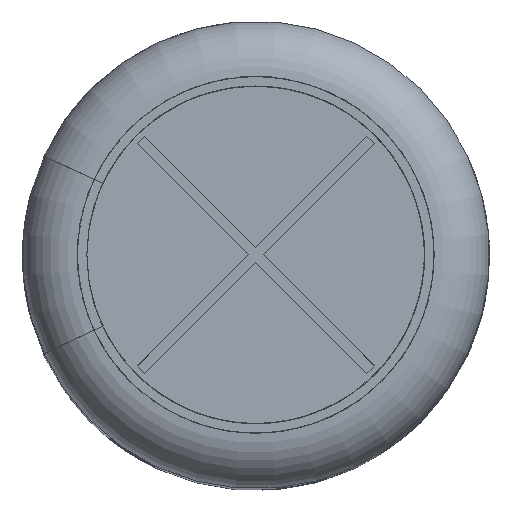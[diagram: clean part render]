
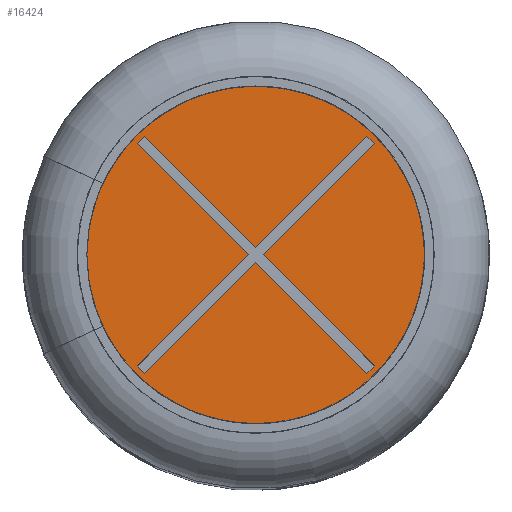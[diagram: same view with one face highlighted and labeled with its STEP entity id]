
A CAD part, top view. The second image highlights one B-rep face of the part: STEP entity #16424.
In plain terms, the highlighted planar face has unit normal (0, 0, 1).
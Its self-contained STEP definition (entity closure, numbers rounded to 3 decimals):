
#865=LINE('',#20516,#1788);
#866=LINE('',#20519,#1789);
#867=LINE('',#20521,#1790);
#868=LINE('',#20523,#1791);
#869=LINE('',#20525,#1792);
#870=LINE('',#20527,#1793);
#871=LINE('',#20529,#1794);
#872=LINE('',#20531,#1795);
#873=LINE('',#20533,#1796);
#874=LINE('',#20535,#1797);
#875=LINE('',#20537,#1798);
#876=LINE('',#20539,#1799);
#1788=VECTOR('',#17961,1000.);
#1789=VECTOR('',#17962,1000.);
#1790=VECTOR('',#17963,1000.);
#1791=VECTOR('',#17964,1000.);
#1792=VECTOR('',#17965,1000.);
#1793=VECTOR('',#17966,1000.);
#1794=VECTOR('',#17967,1000.);
#1795=VECTOR('',#17968,1000.);
#1796=VECTOR('',#17969,1000.);
#1797=VECTOR('',#17970,1000.);
#1798=VECTOR('',#17971,1000.);
#1799=VECTOR('',#17972,1000.);
#2711=ORIENTED_EDGE('',*,*,#6169,.F.);
#2712=ORIENTED_EDGE('',*,*,#6170,.T.);
#2713=ORIENTED_EDGE('',*,*,#6171,.T.);
#2714=ORIENTED_EDGE('',*,*,#6172,.T.);
#2715=ORIENTED_EDGE('',*,*,#6173,.T.);
#2716=ORIENTED_EDGE('',*,*,#6174,.T.);
#2717=ORIENTED_EDGE('',*,*,#6175,.T.);
#2718=ORIENTED_EDGE('',*,*,#6176,.T.);
#2719=ORIENTED_EDGE('',*,*,#6177,.T.);
#2720=ORIENTED_EDGE('',*,*,#6178,.T.);
#2721=ORIENTED_EDGE('',*,*,#6179,.T.);
#2722=ORIENTED_EDGE('',*,*,#6180,.T.);
#2723=ORIENTED_EDGE('',*,*,#6181,.T.);
#6169=EDGE_CURVE('',#7898,#7898,#9073,.T.);
#6170=EDGE_CURVE('',#7899,#7900,#865,.T.);
#6171=EDGE_CURVE('',#7900,#7901,#866,.T.);
#6172=EDGE_CURVE('',#7901,#7902,#867,.T.);
#6173=EDGE_CURVE('',#7902,#7903,#868,.T.);
#6174=EDGE_CURVE('',#7903,#7904,#869,.T.);
#6175=EDGE_CURVE('',#7904,#7905,#870,.T.);
#6176=EDGE_CURVE('',#7905,#7906,#871,.T.);
#6177=EDGE_CURVE('',#7906,#7907,#872,.T.);
#6178=EDGE_CURVE('',#7907,#7908,#873,.T.);
#6179=EDGE_CURVE('',#7908,#7909,#874,.T.);
#6180=EDGE_CURVE('',#7909,#7910,#875,.T.);
#6181=EDGE_CURVE('',#7910,#7899,#876,.T.);
#7898=VERTEX_POINT('',#20515);
#7899=VERTEX_POINT('',#20517);
#7900=VERTEX_POINT('',#20518);
#7901=VERTEX_POINT('',#20520);
#7902=VERTEX_POINT('',#20522);
#7903=VERTEX_POINT('',#20524);
#7904=VERTEX_POINT('',#20526);
#7905=VERTEX_POINT('',#20528);
#7906=VERTEX_POINT('',#20530);
#7907=VERTEX_POINT('',#20532);
#7908=VERTEX_POINT('',#20534);
#7909=VERTEX_POINT('',#20536);
#7910=VERTEX_POINT('',#20538);
#9073=CIRCLE('',#17140,3.054);
#9410=EDGE_LOOP('',(#2711));
#9411=EDGE_LOOP('',(#2712,#2713,#2714,#2715,#2716,#2717,#2718,#2719,#2720,
#2721,#2722,#2723));
#10270=FACE_BOUND('',#9410,.T.);
#10271=FACE_BOUND('',#9411,.T.);
#11130=PLANE('',#17139);
#16424=ADVANCED_FACE('',(#10270,#10271),#11130,.T.);
#17139=AXIS2_PLACEMENT_3D('',#20513,#17957,#17958);
#17140=AXIS2_PLACEMENT_3D('',#20514,#17959,#17960);
#17957=DIRECTION('',(0.,0.,1.));
#17958=DIRECTION('',(1.,0.,0.));
#17959=DIRECTION('',(0.,0.,-1.));
#17960=DIRECTION('',(-1.,0.,0.));
#17961=DIRECTION('',(0.707,0.707,0.));
#17962=DIRECTION('',(0.707,-0.707,0.));
#17963=DIRECTION('',(0.707,0.707,0.));
#17964=DIRECTION('',(0.707,-0.707,0.));
#17965=DIRECTION('',(-0.707,-0.707,0.));
#17966=DIRECTION('',(0.707,-0.707,0.));
#17967=DIRECTION('',(-0.707,-0.707,0.));
#17968=DIRECTION('',(-0.707,0.707,0.));
#17969=DIRECTION('',(-0.707,-0.707,0.));
#17970=DIRECTION('',(-0.707,0.707,0.));
#17971=DIRECTION('',(0.707,0.707,0.));
#17972=DIRECTION('',(-0.707,0.707,0.));
#20513=CARTESIAN_POINT('',(-3.054,0.,19.78));
#20514=CARTESIAN_POINT('',(0.,0.,19.78));
#20515=CARTESIAN_POINT('',(-3.054,0.,19.78));
#20516=CARTESIAN_POINT('',(-1.9,2.026,19.78));
#20517=CARTESIAN_POINT('',(-2.026,1.9,19.78));
#20518=CARTESIAN_POINT('',(-1.9,2.026,19.78));
#20519=CARTESIAN_POINT('',(0.,0.126,19.78));
#20520=CARTESIAN_POINT('',(0.,0.126,19.78));
#20521=CARTESIAN_POINT('',(0.,0.126,19.78));
#20522=CARTESIAN_POINT('',(1.9,2.026,19.78));
#20523=CARTESIAN_POINT('',(2.026,1.9,19.78));
#20524=CARTESIAN_POINT('',(2.026,1.9,19.78));
#20525=CARTESIAN_POINT('',(0.126,0.,19.78));
#20526=CARTESIAN_POINT('',(0.126,0.,19.78));
#20527=CARTESIAN_POINT('',(0.126,0.,19.78));
#20528=CARTESIAN_POINT('',(2.026,-1.9,19.78));
#20529=CARTESIAN_POINT('',(2.026,-1.9,19.78));
#20530=CARTESIAN_POINT('',(1.9,-2.026,19.78));
#20531=CARTESIAN_POINT('',(0.,-0.126,19.78));
#20532=CARTESIAN_POINT('',(0.,-0.126,19.78));
#20533=CARTESIAN_POINT('',(0.,-0.126,19.78));
#20534=CARTESIAN_POINT('',(-1.9,-2.026,19.78));
#20535=CARTESIAN_POINT('',(-1.9,-2.026,19.78));
#20536=CARTESIAN_POINT('',(-2.026,-1.9,19.78));
#20537=CARTESIAN_POINT('',(-0.126,0.,19.78));
#20538=CARTESIAN_POINT('',(-0.126,0.,19.78));
#20539=CARTESIAN_POINT('',(-0.126,0.,19.78));
